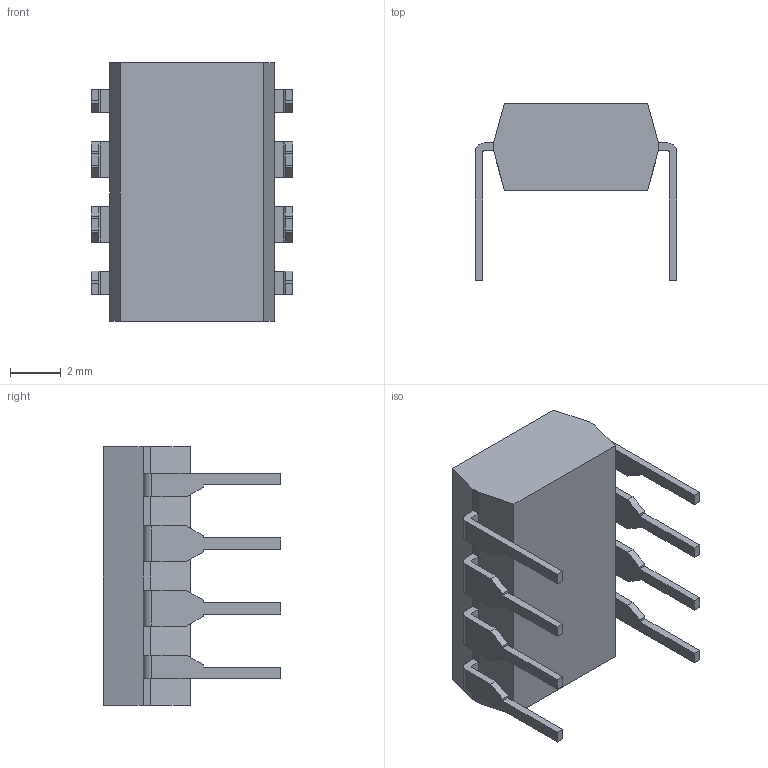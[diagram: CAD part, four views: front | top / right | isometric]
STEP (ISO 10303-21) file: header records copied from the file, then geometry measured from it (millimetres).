
FILE_DESCRIPTION (( 'STEP AP214' ), '1' );
FILE_NAME ('LT1021DIN8-5#PBF.STEP', '2023-01-18T16:30:56', ( '' ), ( '' ), 'SwSTEP 2.0', 'SolidWorks 2017', '' );
FILE_SCHEMA (( 'AUTOMOTIVE_DESIGN' ));
Length unit declared in the file: millimetre
Products named in the file (2): LT1021DIN8-5#PBF; LT1021DIN8-5#PBF_LT1021DIN8-5#PBF
Assembly tree (1 placements, depth 2):
  LT1021DIN8-5#PBF
    LT1021DIN8-5#PBF_LT1021DIN8-5#PBF
Bounding box: 7.91 x 6.99 x 10.16 mm (x, y, z)
Volume: 222 mm3; surface area: 329.6 mm2
Topology: 9 solids, 9 shells, 128 faces, 330 edges, 220 vertices
Faces by surface type: plane 111, cylinder 17
Entity records: 3986 total; most frequent: CARTESIAN_POINT 682, ORIENTED_EDGE 660, DIRECTION 628, EDGE_CURVE 330, VECTOR 296, LINE 296, VERTEX_POINT 220, AXIS2_PLACEMENT_3D 166
